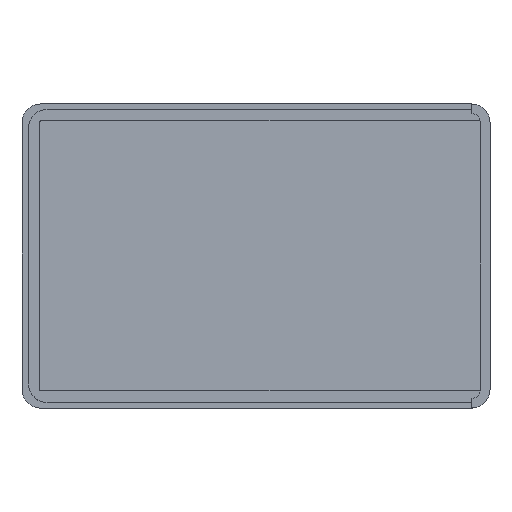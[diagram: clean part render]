
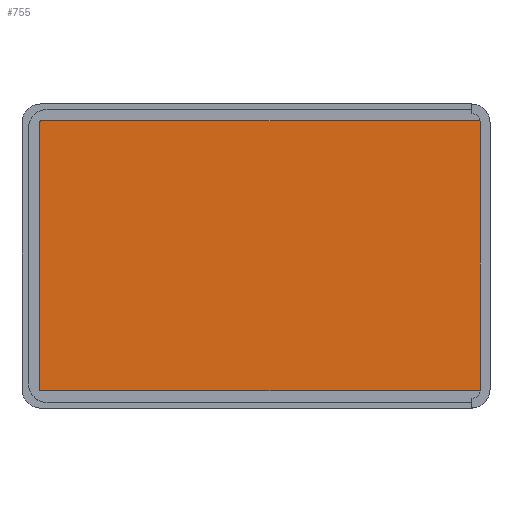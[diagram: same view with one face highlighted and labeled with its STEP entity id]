
A CAD part, top view. The second image highlights one B-rep face of the part: STEP entity #755.
In plain terms, the highlighted planar face has unit normal (0, 0, 1).
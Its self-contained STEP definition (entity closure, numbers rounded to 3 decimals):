
#36=PLANE('',#841);
#63=FACE_OUTER_BOUND('',#105,.T.);
#105=EDGE_LOOP('',(#593,#594,#595,#596,#597,#598,#599,#600));
#172=LINE('',#1255,#244);
#174=LINE('',#1262,#246);
#175=LINE('',#1266,#247);
#176=LINE('',#1269,#248);
#244=VECTOR('',#997,10.);
#246=VECTOR('',#1005,10.);
#247=VECTOR('',#1008,10.);
#248=VECTOR('',#1011,10.);
#290=CIRCLE('',#831,1.95);
#293=CIRCLE('',#837,1.95);
#295=CIRCLE('',#842,0.35);
#296=CIRCLE('',#843,0.35);
#349=VERTEX_POINT('',#1221);
#350=VERTEX_POINT('',#1223);
#359=VERTEX_POINT('',#1248);
#360=VERTEX_POINT('',#1250);
#362=VERTEX_POINT('',#1261);
#363=VERTEX_POINT('',#1263);
#364=VERTEX_POINT('',#1265);
#365=VERTEX_POINT('',#1267);
#428=EDGE_CURVE('',#350,#349,#290,.F.);
#442=EDGE_CURVE('',#360,#359,#293,.F.);
#445=EDGE_CURVE('',#359,#350,#172,.F.);
#448=EDGE_CURVE('',#349,#362,#174,.T.);
#449=EDGE_CURVE('',#362,#363,#295,.T.);
#450=EDGE_CURVE('',#363,#364,#175,.T.);
#451=EDGE_CURVE('',#364,#365,#296,.T.);
#452=EDGE_CURVE('',#365,#360,#176,.T.);
#593=ORIENTED_EDGE('',*,*,#428,.T.);
#594=ORIENTED_EDGE('',*,*,#448,.T.);
#595=ORIENTED_EDGE('',*,*,#449,.T.);
#596=ORIENTED_EDGE('',*,*,#450,.T.);
#597=ORIENTED_EDGE('',*,*,#451,.T.);
#598=ORIENTED_EDGE('',*,*,#452,.T.);
#599=ORIENTED_EDGE('',*,*,#442,.T.);
#600=ORIENTED_EDGE('',*,*,#445,.T.);
#755=ADVANCED_FACE('',(#63),#36,.F.);
#831=AXIS2_PLACEMENT_3D('',#1224,#968,#969);
#837=AXIS2_PLACEMENT_3D('',#1251,#991,#992);
#841=AXIS2_PLACEMENT_3D('',#1260,#1003,#1004);
#842=AXIS2_PLACEMENT_3D('',#1264,#1006,#1007);
#843=AXIS2_PLACEMENT_3D('',#1268,#1009,#1010);
#968=DIRECTION('center_axis',(0.,0.,-1.));
#969=DIRECTION('ref_axis',(1.,0.,0.));
#991=DIRECTION('center_axis',(0.,0.,-1.));
#992=DIRECTION('ref_axis',(0.,-1.,0.));
#997=DIRECTION('',(0.,-1.,0.));
#1003=DIRECTION('center_axis',(0.,0.,-1.));
#1004=DIRECTION('ref_axis',(-1.,0.,0.));
#1005=DIRECTION('',(-1.,0.,0.));
#1006=DIRECTION('center_axis',(0.,0.,1.));
#1007=DIRECTION('ref_axis',(0.,1.,0.));
#1008=DIRECTION('',(0.,-1.,0.));
#1009=DIRECTION('center_axis',(0.,0.,1.));
#1010=DIRECTION('ref_axis',(-1.,0.,0.));
#1011=DIRECTION('',(1.,0.,0.));
#1221=CARTESIAN_POINT('',(47.918,28.85,-34.));
#1223=CARTESIAN_POINT('',(47.95,28.5,-34.));
#1224=CARTESIAN_POINT('Origin',(46.,28.5,-34.));
#1248=CARTESIAN_POINT('',(47.95,-28.5,-34.));
#1250=CARTESIAN_POINT('',(47.918,-28.85,-34.));
#1251=CARTESIAN_POINT('Origin',(46.,-28.5,-34.));
#1255=CARTESIAN_POINT('',(47.95,14.25,-34.));
#1260=CARTESIAN_POINT('Origin',(0.,0.,-34.));
#1261=CARTESIAN_POINT('',(-46.,28.85,-34.));
#1262=CARTESIAN_POINT('',(-23.,28.85,-34.));
#1263=CARTESIAN_POINT('',(-46.35,28.5,-34.));
#1264=CARTESIAN_POINT('Origin',(-46.,28.5,-34.));
#1265=CARTESIAN_POINT('',(-46.35,-28.5,-34.));
#1266=CARTESIAN_POINT('',(-46.35,-14.25,-34.));
#1267=CARTESIAN_POINT('',(-46.,-28.85,-34.));
#1268=CARTESIAN_POINT('Origin',(-46.,-28.5,-34.));
#1269=CARTESIAN_POINT('',(24.389,-28.85,-34.));
